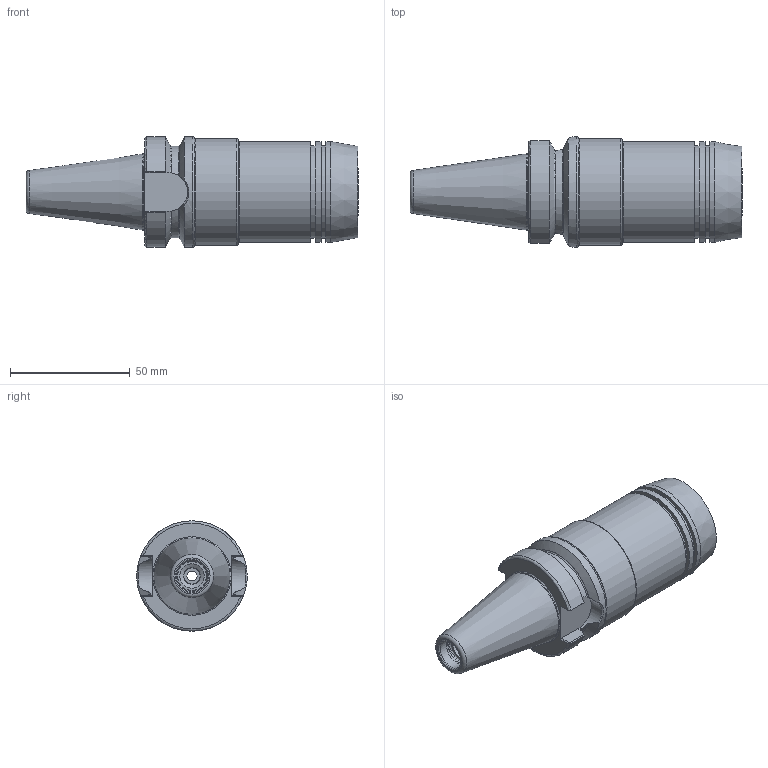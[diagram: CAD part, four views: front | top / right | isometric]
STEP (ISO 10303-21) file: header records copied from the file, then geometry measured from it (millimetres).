
FILE_DESCRIPTION(/* description */ (''),/* implementation_level */ '2;1');
FILE_NAME(/* name */ 'BT30-HC075-090-B.step',/* time_stamp */ '2023-05-22T14:14:19-05:00',/* author */ (''),/* organization */ (''),/* preprocessor_version */ 'ST-DEVELOPER v19.2',/* originating_system */ 'Autodesk Translation Framework v12.4.0.73',/* authorisation */ '');
FILE_SCHEMA (('AUTOMOTIVE_DESIGN { 1 0 10303 214 3 1 1 }'));
Length unit declared in the file: millimetre
Products named in the file (2): BT30-HC075-090-B; HS-PSM8
Assembly tree (1 placements, depth 2):
  BT30-HC075-090-B
    HS-PSM8
Bounding box: 138.4 x 46 x 46 mm (x, y, z)
Volume: 128491.7 mm3; surface area: 25959.3 mm2
Topology: 2 solids, 2 shells, 154 faces, 404 edges, 263 vertices
Faces by surface type: cylinder 73, plane 42, torus 15, bspline 14, cone 10
Full cylindrical faces by diameter (mm): 6.744 x3, 7 x1, 7.035 x6, 7.8 x1, 7.884 x5, 8.147 x3, 10.106 x1, 12.5 x1, 13.1 x1, 19.05 x1, 19.5 x1, 31.75 x1, 38.729 x2, 42 x3, 44.45 x1, 46 x1
Entity records: 8623 total; most frequent: CARTESIAN_POINT 5055, ORIENTED_EDGE 808, DIRECTION 616, EDGE_CURVE 404, VERTEX_POINT 263, AXIS2_PLACEMENT_3D 238, EDGE_LOOP 167, B_SPLINE_CURVE_WITH_KNOTS 161
